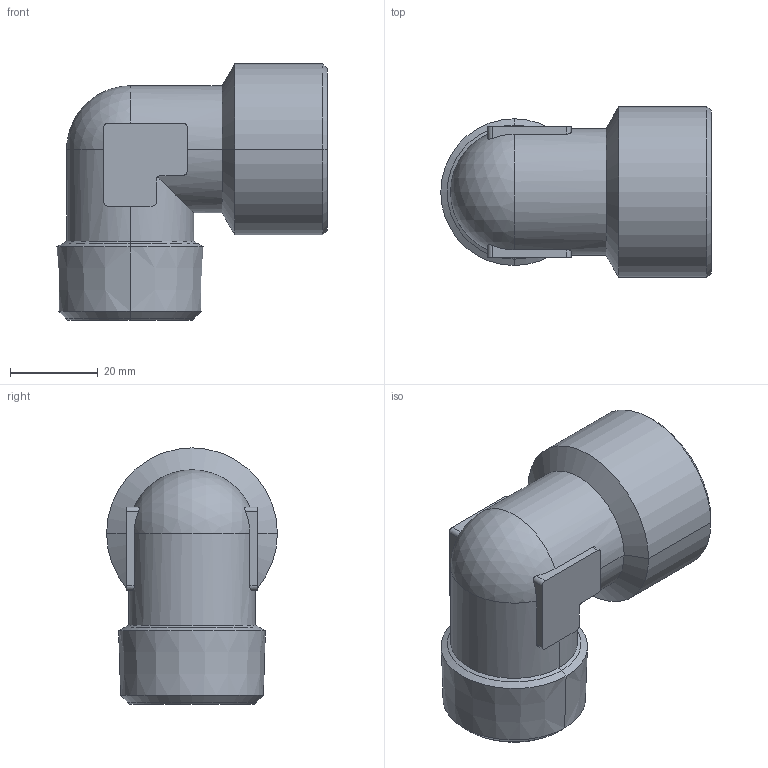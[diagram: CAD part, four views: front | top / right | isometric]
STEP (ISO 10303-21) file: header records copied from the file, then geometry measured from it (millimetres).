
FILE_DESCRIPTION(/* description */ ('VariCAD 2016-1.04 AP-214'),/* implementation_level */ '2;1');
FILE_NAME(/* name */ 'we_10_msv.stp',/* time_stamp */ '2016-06-16T09:34:48+02:00',/* author */ (''),/* organization */ (''),/* preprocessor_version */ 'ST-DEVELOPER v14',/* originating_system */ 'VariCAD 2016-1.04; kernel version (20130303)',/* authorisation */ '');
FILE_SCHEMA (('AUTOMOTIVE_DESIGN'));
Length unit declared in the file: millimetre
Products named in the file (4): we_10_msv; WE 10 MSV<3>; WE 10 MSV<2>; WE 10 MSV<1>
Assembly tree (3 placements, depth 2):
  we_10_msv
    WE 10 MSV<3>
    WE 10 MSV<2>
    WE 10 MSV<1>
Bounding box: 61.75 x 39 x 58.5 mm (x, y, z)
Volume: 27706.2 mm3; surface area: 23278.2 mm2
Topology: 3 solids, 3 shells, 77 faces, 190 edges, 117 vertices
Faces by surface type: cylinder 30, cone 26, plane 18, sphere 3
Entity records: 2559 total; most frequent: CARTESIAN_POINT 594, DIRECTION 416, ORIENTED_EDGE 380, EDGE_CURVE 190, AXIS2_PLACEMENT_3D 164, VERTEX_POINT 117, LINE 88, VECTOR 88
